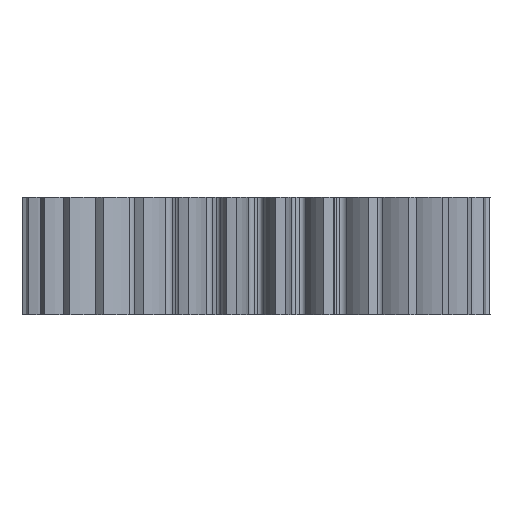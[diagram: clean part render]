
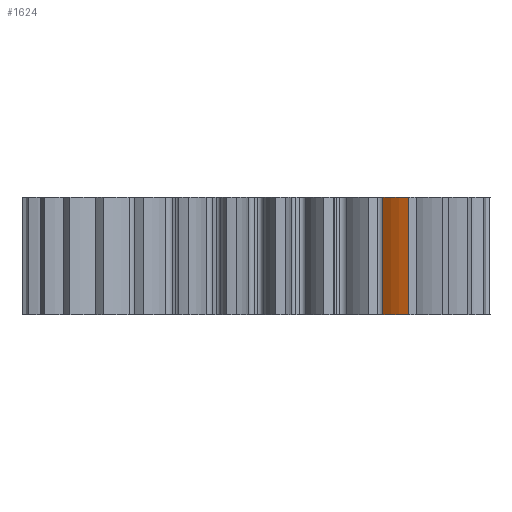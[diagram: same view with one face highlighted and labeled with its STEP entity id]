
A CAD part, front view. The second image highlights one B-rep face of the part: STEP entity #1624.
In plain terms, the highlighted cylindrical face has radius 41.042 mm (diameter 82.085 mm), a partial arc.
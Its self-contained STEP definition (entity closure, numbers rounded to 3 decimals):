
#513 = VERTEX_POINT ( 'NONE', #3390 ) ;
#528 = VERTEX_POINT ( 'NONE', #3425 ) ;
#603 = EDGE_CURVE ( 'NONE', #528, #513, #6483, .T. ) ;
#1048 = VERTEX_POINT ( 'NONE', #4223 ) ;
#1050 = VERTEX_POINT ( 'NONE', #4220 ) ;
#1051 = EDGE_CURVE ( 'NONE', #1048, #1050, #4231, .T. ) ;
#1327 = EDGE_CURVE ( 'NONE', #528, #1048, #4969, .T. ) ;
#1624 = ADVANCED_FACE ( 'NONE', ( #5447 ), #5435, .T. ) ;
#1702 = EDGE_LOOP ( 'NONE', ( #1772, #1802, #1736, #1737 ) ) ;
#1736 = ORIENTED_EDGE ( 'NONE', *, *, #1051, .F. ) ;
#1737 = ORIENTED_EDGE ( 'NONE', *, *, #1327, .F. ) ;
#1772 = ORIENTED_EDGE ( 'NONE', *, *, #603, .T. ) ;
#1802 = ORIENTED_EDGE ( 'NONE', *, *, #1805, .T. ) ;
#1805 = EDGE_CURVE ( 'NONE', #513, #1050, #5720, .T. ) ;
#3390 = CARTESIAN_POINT ( 'NONE',  ( 69.371, -88.58, 64. ) ) ;
#3425 = CARTESIAN_POINT ( 'NONE',  ( 83.434, -97.071, 64. ) ) ;
#4209 = DIRECTION ( 'NONE',  ( 0.809, 0.588, 0. ) ) ;
#4210 = DIRECTION ( 'NONE',  ( 0., 0., -1. ) ) ;
#4211 = CARTESIAN_POINT ( 'NONE',  ( 97.186, -58.401, 0. ) ) ;
#4215 = AXIS2_PLACEMENT_3D ( 'NONE', #4211, #4210, #4209 ) ;
#4220 = CARTESIAN_POINT ( 'NONE',  ( 69.371, -88.58, 0. ) ) ;
#4223 = CARTESIAN_POINT ( 'NONE',  ( 83.434, -97.071, 0. ) ) ;
#4231 = CIRCLE ( 'NONE', #4215, 41.042 ) ;
#4962 = DIRECTION ( 'NONE',  ( 0., 0., -1. ) ) ;
#4963 = VECTOR ( 'NONE', #4962, 1000. ) ;
#4969 = LINE ( 'NONE', #4981, #4963 ) ;
#4981 = CARTESIAN_POINT ( 'NONE',  ( 83.434, -97.071, 64. ) ) ;
#5435 = CYLINDRICAL_SURFACE ( 'NONE', #5448, 41.042 ) ;
#5441 = DIRECTION ( 'NONE',  ( -1., 0., 0. ) ) ;
#5443 = CARTESIAN_POINT ( 'NONE',  ( 97.186, -58.401, 64. ) ) ;
#5447 = FACE_OUTER_BOUND ( 'NONE', #1702, .T. ) ;
#5448 = AXIS2_PLACEMENT_3D ( 'NONE', #5443, #5460, #5441 ) ;
#5460 = DIRECTION ( 'NONE',  ( 0., 0., -1. ) ) ;
#5711 = DIRECTION ( 'NONE',  ( 0., 0., -1. ) ) ;
#5712 = VECTOR ( 'NONE', #5711, 1000. ) ;
#5713 = CARTESIAN_POINT ( 'NONE',  ( 69.371, -88.58, 64. ) ) ;
#5720 = LINE ( 'NONE', #5713, #5712 ) ;
#6466 = DIRECTION ( 'NONE',  ( 0.809, 0.588, 0. ) ) ;
#6467 = DIRECTION ( 'NONE',  ( 0., 0., -1. ) ) ;
#6468 = CARTESIAN_POINT ( 'NONE',  ( 97.186, -58.401, 64. ) ) ;
#6469 = AXIS2_PLACEMENT_3D ( 'NONE', #6468, #6467, #6466 ) ;
#6483 = CIRCLE ( 'NONE', #6469, 41.042 ) ;
